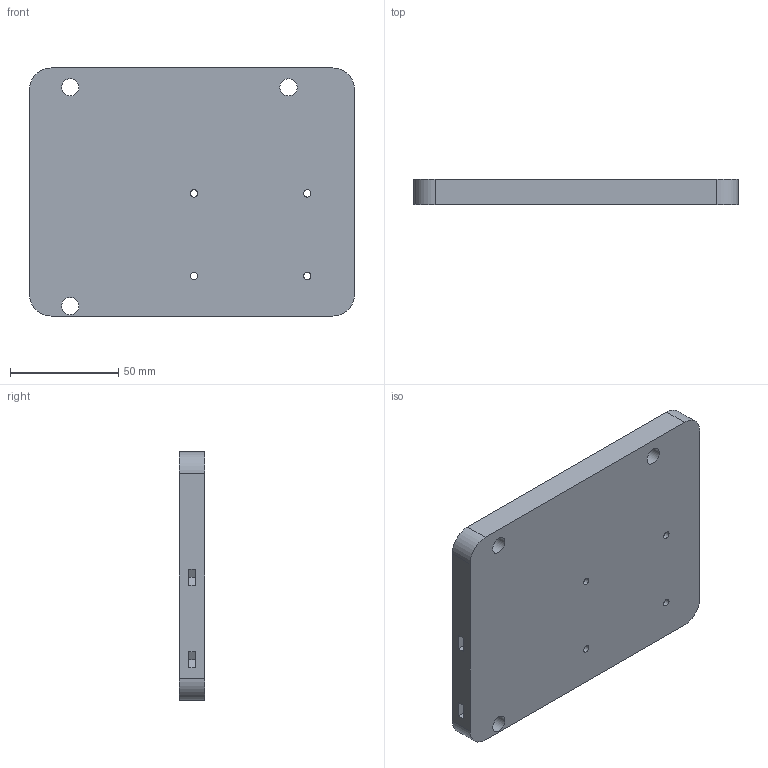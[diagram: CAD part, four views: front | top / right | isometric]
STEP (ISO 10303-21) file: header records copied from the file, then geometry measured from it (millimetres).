
FILE_DESCRIPTION(/* description */ (''),/* implementation_level */ '2;1');
FILE_NAME(/* name */ 'Design - Stage Post Clamp - Adjustable-Removeable.step',/* time_stamp */ '2024-06-17T20:58:54-04:00',/* author */ (''),/* organization */ (''),/* preprocessor_version */ 'ST-DEVELOPER v20',/* originating_system */ 'Autodesk Translation Framework v12.20.1.177',/* authorisation */ '');
FILE_SCHEMA (('AUTOMOTIVE_DESIGN { 1 0 10303 214 3 1 1 }'));
Length unit declared in the file: metre
Products named in the file (2): Design - Stage Post Clamp - Adjustable/Removeable; Nanomax Adapter
Assembly tree (1 placements, depth 2):
  Design - Stage Post Clamp - Adjustable/Removeable
    Nanomax Adapter
Bounding box: 150 x 11.62 x 114.59 mm (x, y, z)
Volume: 192125.8 mm3; surface area: 45272.6 mm2
Topology: 1 solids, 1 shells, 54 faces, 144 edges, 96 vertices
Faces by surface type: plane 39, cylinder 15
Full cylindrical faces by diameter (mm): 3.4 x8, 8 x2
Entity records: 1782 total; most frequent: CARTESIAN_POINT 297, ORIENTED_EDGE 288, DIRECTION 288, EDGE_CURVE 144, LINE 114, VECTOR 114, VERTEX_POINT 96, AXIS2_PLACEMENT_3D 87
